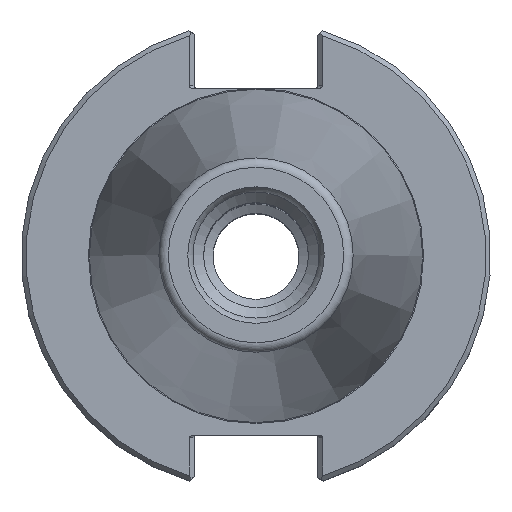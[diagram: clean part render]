
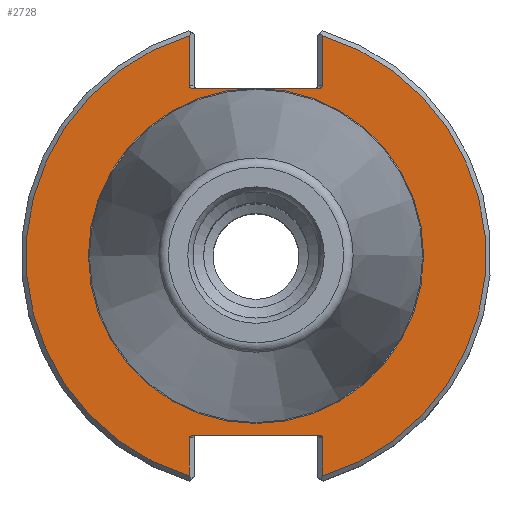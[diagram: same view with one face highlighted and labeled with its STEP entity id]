
A CAD part, top view. The second image highlights one B-rep face of the part: STEP entity #2728.
In plain terms, the highlighted planar face has unit normal (0, 0, 1).
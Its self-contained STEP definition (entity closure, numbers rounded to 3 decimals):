
#24=ELLIPSE('',#2910,0.707,0.5);
#25=ELLIPSE('',#2912,0.707,0.5);
#33=ELLIPSE('',#2940,0.707,0.5);
#34=ELLIPSE('',#2942,0.707,0.5);
#76=LINE('',#4178,#149);
#77=LINE('',#4187,#150);
#82=LINE('',#4206,#155);
#83=LINE('',#4215,#156);
#93=LINE('',#4249,#166);
#104=LINE('',#4296,#177);
#149=VECTOR('',#3323,1000.);
#150=VECTOR('',#3330,1000.);
#155=VECTOR('',#3345,1000.);
#156=VECTOR('',#3352,1000.);
#166=VECTOR('',#3378,1000.);
#177=VECTOR('',#3423,1000.);
#291=PLANE('',#2941);
#773=ORIENTED_EDGE('',*,*,#1031,.T.);
#774=ORIENTED_EDGE('',*,*,#1029,.T.);
#775=ORIENTED_EDGE('',*,*,#1025,.T.);
#776=ORIENTED_EDGE('',*,*,#1046,.F.);
#777=ORIENTED_EDGE('',*,*,#1023,.T.);
#778=ORIENTED_EDGE('',*,*,#1021,.T.);
#779=ORIENTED_EDGE('',*,*,#1019,.T.);
#780=ORIENTED_EDGE('',*,*,#1018,.T.);
#781=ORIENTED_EDGE('',*,*,#1065,.T.);
#782=ORIENTED_EDGE('',*,*,#1067,.F.);
#783=ORIENTED_EDGE('',*,*,#1068,.T.);
#784=ORIENTED_EDGE('',*,*,#1032,.T.);
#785=ORIENTED_EDGE('',*,*,#1015,.F.);
#1015=EDGE_CURVE('',#1224,#1224,#1334,.T.);
#1018=EDGE_CURVE('',#1225,#1226,#76,.T.);
#1019=EDGE_CURVE('',#1227,#1225,#1335,.T.);
#1021=EDGE_CURVE('',#1228,#1227,#77,.T.);
#1023=EDGE_CURVE('',#1229,#1228,#24,.F.);
#1025=EDGE_CURVE('',#1230,#1231,#25,.F.);
#1029=EDGE_CURVE('',#1232,#1230,#82,.T.);
#1031=EDGE_CURVE('',#1233,#1232,#1336,.T.);
#1032=EDGE_CURVE('',#1234,#1233,#83,.T.);
#1046=EDGE_CURVE('',#1229,#1231,#93,.T.);
#1065=EDGE_CURVE('',#1226,#1252,#33,.F.);
#1067=EDGE_CURVE('',#1253,#1252,#104,.T.);
#1068=EDGE_CURVE('',#1253,#1234,#34,.F.);
#1224=VERTEX_POINT('',#4169);
#1225=VERTEX_POINT('',#4175);
#1226=VERTEX_POINT('',#4177);
#1227=VERTEX_POINT('',#4181);
#1228=VERTEX_POINT('',#4188);
#1229=VERTEX_POINT('',#4192);
#1230=VERTEX_POINT('',#4196);
#1231=VERTEX_POINT('',#4197);
#1232=VERTEX_POINT('',#4205);
#1233=VERTEX_POINT('',#4212);
#1234=VERTEX_POINT('',#4216);
#1252=VERTEX_POINT('',#4293);
#1253=VERTEX_POINT('',#4297);
#1334=CIRCLE('',#2904,35.118);
#1335=CIRCLE('',#2907,48.21);
#1336=CIRCLE('',#2915,48.21);
#1505=EDGE_LOOP('',(#773,#774,#775,#776,#777,#778,#779,#780,#781,#782,#783,
#784));
#1506=EDGE_LOOP('',(#785));
#1689=FACE_BOUND('',#1505,.T.);
#1690=FACE_BOUND('',#1506,.T.);
#2728=ADVANCED_FACE('',(#1689,#1690),#291,.T.);
#2904=AXIS2_PLACEMENT_3D('',#4168,#3318,#3319);
#2907=AXIS2_PLACEMENT_3D('',#4180,#3326,#3327);
#2910=AXIS2_PLACEMENT_3D('',#4191,#3334,#3335);
#2912=AXIS2_PLACEMENT_3D('',#4195,#3339,#3340);
#2915=AXIS2_PLACEMENT_3D('',#4213,#3348,#3349);
#2940=AXIS2_PLACEMENT_3D('',#4292,#3418,#3419);
#2941=AXIS2_PLACEMENT_3D('',#4295,#3421,#3422);
#2942=AXIS2_PLACEMENT_3D('',#4298,#3424,#3425);
#3318=DIRECTION('',(0.,0.,1.));
#3319=DIRECTION('',(1.,0.,0.));
#3323=DIRECTION('',(0.,-1.,0.));
#3326=DIRECTION('',(0.,0.,1.));
#3327=DIRECTION('',(1.,0.,0.));
#3330=DIRECTION('',(0.,-1.,0.));
#3334=DIRECTION('',(0.,0.,1.));
#3335=DIRECTION('',(1.,0.,0.));
#3339=DIRECTION('',(0.,0.,1.));
#3340=DIRECTION('',(1.,0.,0.));
#3345=DIRECTION('',(0.,1.,0.));
#3348=DIRECTION('',(0.,0.,1.));
#3349=DIRECTION('',(1.,0.,0.));
#3352=DIRECTION('',(0.,1.,0.));
#3378=DIRECTION('',(-1.,0.,0.));
#3418=DIRECTION('',(0.,0.,1.));
#3419=DIRECTION('',(-1.,0.,0.));
#3421=DIRECTION('',(0.,0.,1.));
#3422=DIRECTION('',(1.,0.,0.));
#3423=DIRECTION('',(1.,0.,0.));
#3424=DIRECTION('',(0.,0.,1.));
#3425=DIRECTION('',(-1.,0.,0.));
#4168=CARTESIAN_POINT('',(0.,0.,-3.17));
#4169=CARTESIAN_POINT('',(35.118,0.,-3.17));
#4175=CARTESIAN_POINT('',(13.955,46.146,-3.17));
#4177=CARTESIAN_POINT('',(13.955,35.66,-3.17));
#4178=CARTESIAN_POINT('',(13.955,35.16,-3.17));
#4180=CARTESIAN_POINT('',(0.,0.,-3.17));
#4181=CARTESIAN_POINT('',(13.955,-46.146,-3.17));
#4187=CARTESIAN_POINT('',(13.955,-47.619,-3.17));
#4188=CARTESIAN_POINT('',(13.955,-38.07,-3.17));
#4191=CARTESIAN_POINT('',(13.248,-38.07,-3.17));
#4192=CARTESIAN_POINT('',(13.248,-37.57,-3.17));
#4195=CARTESIAN_POINT('',(-13.248,-38.07,-3.17));
#4196=CARTESIAN_POINT('',(-13.955,-38.07,-3.17));
#4197=CARTESIAN_POINT('',(-13.248,-37.57,-3.17));
#4205=CARTESIAN_POINT('',(-13.955,-46.146,-3.17));
#4206=CARTESIAN_POINT('',(-13.955,-37.57,-3.17));
#4212=CARTESIAN_POINT('',(-13.955,46.146,-3.17));
#4213=CARTESIAN_POINT('',(0.,0.,-3.17));
#4215=CARTESIAN_POINT('',(-13.955,47.619,-3.17));
#4216=CARTESIAN_POINT('',(-13.955,35.66,-3.17));
#4249=CARTESIAN_POINT('',(12.955,-37.57,-3.17));
#4292=CARTESIAN_POINT('',(13.248,35.66,-3.17));
#4293=CARTESIAN_POINT('',(13.248,35.16,-3.17));
#4295=CARTESIAN_POINT('',(35.118,0.,-3.17));
#4296=CARTESIAN_POINT('',(-12.955,35.16,-3.17));
#4297=CARTESIAN_POINT('',(-13.248,35.16,-3.17));
#4298=CARTESIAN_POINT('',(-13.248,35.66,-3.17));
